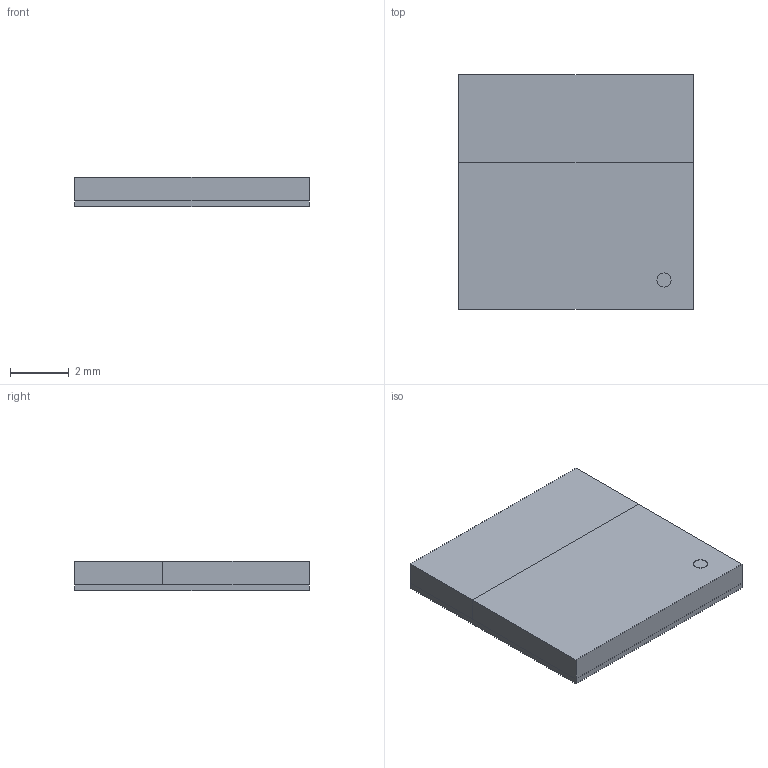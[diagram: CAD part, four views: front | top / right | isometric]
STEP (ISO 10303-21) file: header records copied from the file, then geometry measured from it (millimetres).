
FILE_DESCRIPTION(('FreeCAD Model'),'2;1');
FILE_NAME('Open CASCADE Shape Model','2022-08-31T16:06:45',('Author'),( ''),'Open CASCADE STEP processor 7.5','FreeCAD','Unknown');
FILE_SCHEMA(('AUTOMOTIVE_DESIGN { 1 0 10303 214 1 1 1 1 }'));
Length unit declared in the file: millimetre
Products named in the file (1): Fusion001
Bounding box: 8 x 8 x 1.01 mm (x, y, z)
Volume: 64 mm3; surface area: 160 mm2
Topology: 1 solids, 1 shells, 15 faces, 30 edges, 18 vertices
Faces by surface type: plane 14, cylinder 1
Full cylindrical faces by diameter (mm): 0.48 x1
Entity records: 465 total; most frequent: CARTESIAN_POINT 64, DIRECTION 64, ORIENTED_EDGE 60, EDGE_CURVE 30, LINE 28, VECTOR 28, AXIS2_PLACEMENT_3D 18, VERTEX_POINT 18
